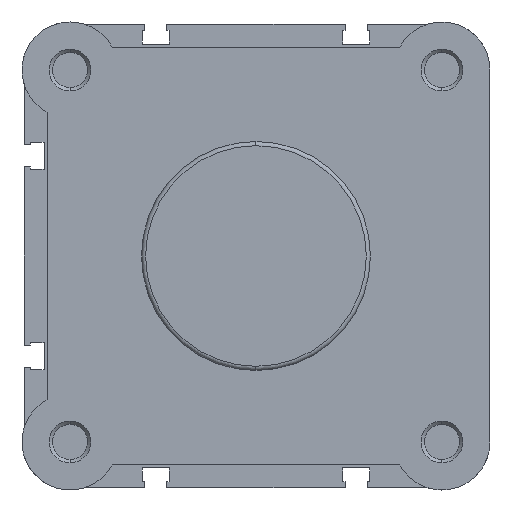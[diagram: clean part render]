
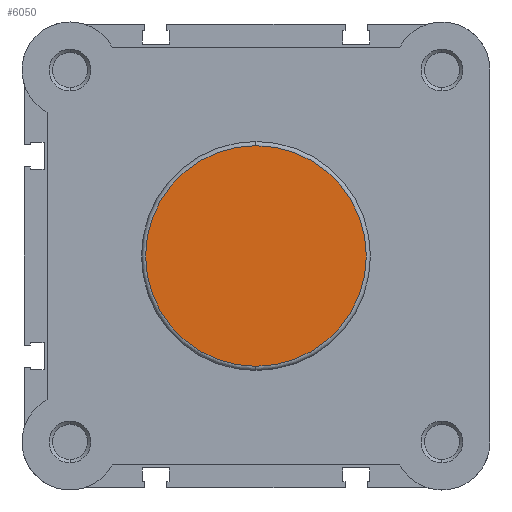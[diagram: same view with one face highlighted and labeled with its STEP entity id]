
A CAD part, left-side view. The second image highlights one B-rep face of the part: STEP entity #6050.
In plain terms, the highlighted planar face has unit normal (-1, 0, 0).
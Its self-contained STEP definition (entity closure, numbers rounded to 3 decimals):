
#177 = FACE_OUTER_BOUND ( 'NONE', #4560, .T. ) ;
#908 = CARTESIAN_POINT ( 'NONE',  ( 0., 27.4, 0. ) ) ;
#909 = PLANE ( 'NONE',  #4121 ) ;
#911 = DIRECTION ( 'NONE',  ( 1., 0., 0. ) ) ;
#912 = DIRECTION ( 'NONE',  ( 0., 0., -1. ) ) ;
#1360 = CARTESIAN_POINT ( 'NONE',  ( 0., 0., -26.4 ) ) ;
#1395 = CARTESIAN_POINT ( 'NONE',  ( 0., 0., 26.4 ) ) ;
#1921 = ORIENTED_EDGE ( 'NONE', *, *, #4241, .T. ) ;
#1940 = ORIENTED_EDGE ( 'NONE', *, *, #4292, .T. ) ;
#2936 = CARTESIAN_POINT ( 'NONE',  ( 0., 0., 0. ) ) ;
#2937 = DIRECTION ( 'NONE',  ( -1., 0., 0. ) ) ;
#2938 = DIRECTION ( 'NONE',  ( 0., 0., -1. ) ) ;
#3060 = CARTESIAN_POINT ( 'NONE',  ( 0., 0., 0. ) ) ;
#3067 = DIRECTION ( 'NONE',  ( -1., 0., 0. ) ) ;
#3068 = DIRECTION ( 'NONE',  ( 0., 0., -1. ) ) ;
#3883 = AXIS2_PLACEMENT_3D ( 'NONE', #2936, #2937, #2938 ) ;
#3910 = AXIS2_PLACEMENT_3D ( 'NONE', #3060, #3067, #3068 ) ;
#4121 = AXIS2_PLACEMENT_3D ( 'NONE', #908, #911, #912 ) ;
#4241 = EDGE_CURVE ( 'NONE', #6631, #6596, #5243, .T. ) ;
#4292 = EDGE_CURVE ( 'NONE', #6596, #6631, #5315, .T. ) ;
#4560 = EDGE_LOOP ( 'NONE', ( #1940, #1921 ) ) ;
#5243 = CIRCLE ( 'NONE', #3883, 26.4 ) ;
#5315 = CIRCLE ( 'NONE', #3910, 26.4 ) ;
#6050 = ADVANCED_FACE ( 'NONE', ( #177 ), #909, .F. ) ;
#6596 = VERTEX_POINT ( 'NONE', #1360 ) ;
#6631 = VERTEX_POINT ( 'NONE', #1395 ) ;
